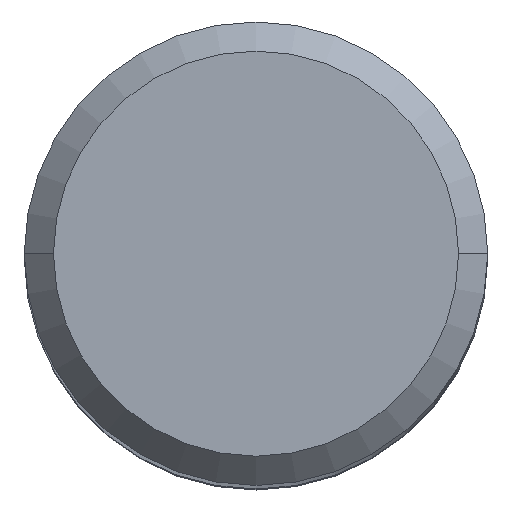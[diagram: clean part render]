
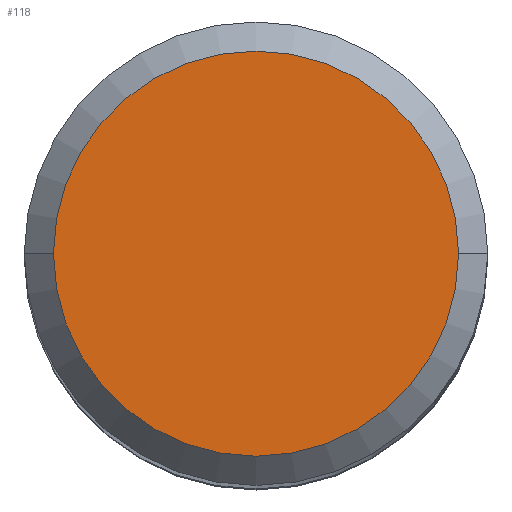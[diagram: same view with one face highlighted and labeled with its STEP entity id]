
A CAD part, top view. The second image highlights one B-rep face of the part: STEP entity #118.
In plain terms, the highlighted planar face has unit normal (0, 0, 1).
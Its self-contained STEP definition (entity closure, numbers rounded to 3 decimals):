
#69=PLANE('',#1239);
#118=ADVANCED_FACE('',(#204),#69,.F.);
#204=FACE_OUTER_BOUND('',#270,.T.);
#270=EDGE_LOOP('',(#430,#431));
#430=ORIENTED_EDGE('',*,*,#751,.T.);
#431=ORIENTED_EDGE('',*,*,#752,.T.);
#635=VERTEX_POINT('',#2070);
#638=VERTEX_POINT('',#2075);
#751=EDGE_CURVE('',#635,#638,#899,.T.);
#752=EDGE_CURVE('',#638,#635,#900,.T.);
#899=CIRCLE('',#1236,6.938);
#900=CIRCLE('',#1238,6.938);
#1236=AXIS2_PLACEMENT_3D('',#2076,#1541,#1542);
#1238=AXIS2_PLACEMENT_3D('',#2078,#1545,#1546);
#1239=AXIS2_PLACEMENT_3D('',#2079,#1547,#1548);
#1541=DIRECTION('',(0.,0.,1.));
#1542=DIRECTION('',(1.,0.,0.));
#1545=DIRECTION('',(0.,0.,1.));
#1546=DIRECTION('',(-1.,0.,0.));
#1547=DIRECTION('',(0.,0.,-1.));
#1548=DIRECTION('',(1.,0.,0.));
#2070=CARTESIAN_POINT('',(6.938,0.,30.92));
#2075=CARTESIAN_POINT('',(-6.938,0.,30.92));
#2076=CARTESIAN_POINT('',(0.,0.,30.92));
#2078=CARTESIAN_POINT('',(0.,0.,30.92));
#2079=CARTESIAN_POINT('',(0.,0.,30.92));
